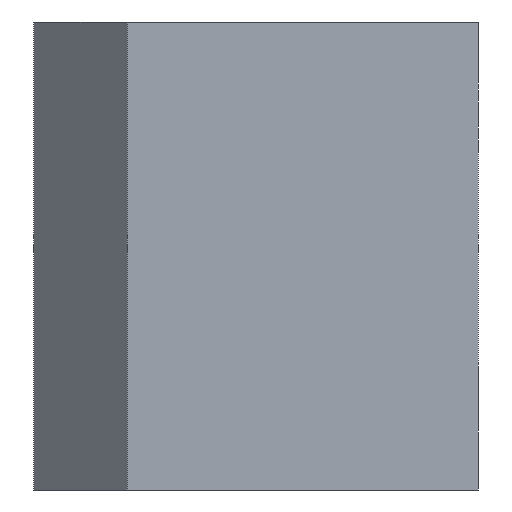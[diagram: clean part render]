
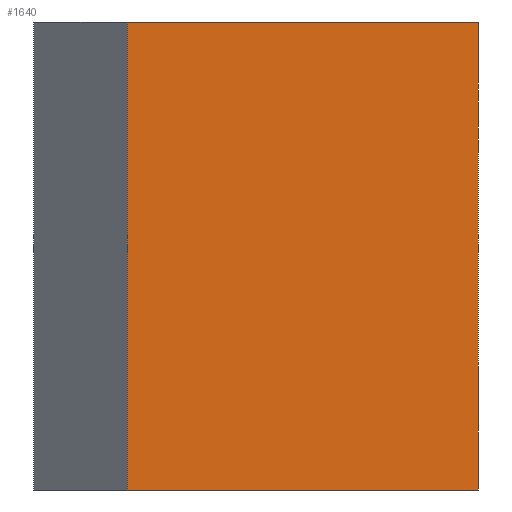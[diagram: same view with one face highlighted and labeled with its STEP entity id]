
A CAD part, left-side view. The second image highlights one B-rep face of the part: STEP entity #1640.
In plain terms, the highlighted planar face has unit normal (-1, 0, 0).
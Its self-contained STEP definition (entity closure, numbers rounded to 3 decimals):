
#24 = EDGE_CURVE ( 'NONE', #1530, #1093, #375, .T. ) ;
#77 = LINE ( 'NONE', #1298, #1833 ) ;
#218 = VERTEX_POINT ( 'NONE', #2006 ) ;
#302 = LINE ( 'NONE', #391, #1081 ) ;
#375 = LINE ( 'NONE', #794, #1988 ) ;
#391 = CARTESIAN_POINT ( 'NONE',  ( -27., 0., -40. ) ) ;
#428 = AXIS2_PLACEMENT_3D ( 'NONE', #1473, #530, #1623 ) ;
#486 = DIRECTION ( 'NONE',  ( 0., 0., 1. ) ) ;
#530 = DIRECTION ( 'NONE',  ( 1., 0., 0. ) ) ;
#680 = EDGE_LOOP ( 'NONE', ( #1984, #1432, #1113, #1592 ) ) ;
#794 = CARTESIAN_POINT ( 'NONE',  ( -27., 30., -40. ) ) ;
#979 = LINE ( 'NONE', #1048, #1816 ) ;
#1048 = CARTESIAN_POINT ( 'NONE',  ( -27., 0., 0. ) ) ;
#1081 = VECTOR ( 'NONE', #1492, 1000. ) ;
#1093 = VERTEX_POINT ( 'NONE', #1914 ) ;
#1113 = ORIENTED_EDGE ( 'NONE', *, *, #1599, .F. ) ;
#1155 = PLANE ( 'NONE',  #428 ) ;
#1170 = DIRECTION ( 'NONE',  ( 0., 1., 0. ) ) ;
#1217 = EDGE_CURVE ( 'NONE', #1304, #1093, #979, .T. ) ;
#1298 = CARTESIAN_POINT ( 'NONE',  ( -27., 0., -40. ) ) ;
#1304 = VERTEX_POINT ( 'NONE', #1388 ) ;
#1388 = CARTESIAN_POINT ( 'NONE',  ( -27., 0., 0. ) ) ;
#1432 = ORIENTED_EDGE ( 'NONE', *, *, #24, .F. ) ;
#1473 = CARTESIAN_POINT ( 'NONE',  ( -27., 0., -40. ) ) ;
#1492 = DIRECTION ( 'NONE',  ( 0., 0., 1. ) ) ;
#1530 = VERTEX_POINT ( 'NONE', #1746 ) ;
#1592 = ORIENTED_EDGE ( 'NONE', *, *, #1668, .T. ) ;
#1593 = FACE_OUTER_BOUND ( 'NONE', #680, .T. ) ;
#1599 = EDGE_CURVE ( 'NONE', #218, #1530, #77, .T. ) ;
#1623 = DIRECTION ( 'NONE',  ( 0., 0., -1. ) ) ;
#1640 = ADVANCED_FACE ( 'NONE', ( #1593 ), #1155, .F. ) ;
#1668 = EDGE_CURVE ( 'NONE', #218, #1304, #302, .T. ) ;
#1746 = CARTESIAN_POINT ( 'NONE',  ( -27., 30., -40. ) ) ;
#1816 = VECTOR ( 'NONE', #1170, 1000. ) ;
#1833 = VECTOR ( 'NONE', #1910, 1000. ) ;
#1910 = DIRECTION ( 'NONE',  ( 0., 1., 0. ) ) ;
#1914 = CARTESIAN_POINT ( 'NONE',  ( -27., 30., 0. ) ) ;
#1984 = ORIENTED_EDGE ( 'NONE', *, *, #1217, .T. ) ;
#1988 = VECTOR ( 'NONE', #486, 1000. ) ;
#2006 = CARTESIAN_POINT ( 'NONE',  ( -27., 0., -40. ) ) ;
